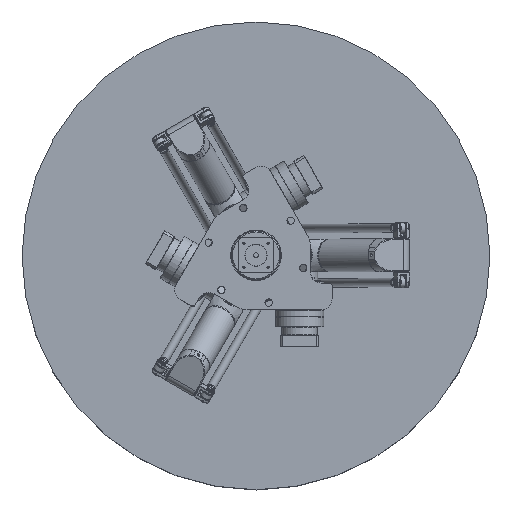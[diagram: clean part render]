
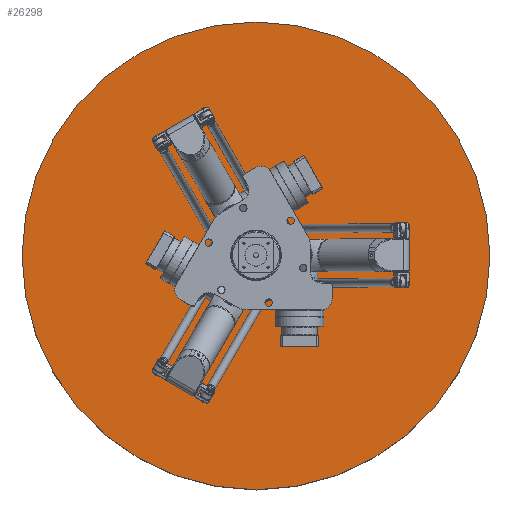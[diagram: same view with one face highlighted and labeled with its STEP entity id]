
A CAD part, top view. The second image highlights one B-rep face of the part: STEP entity #26298.
In plain terms, the highlighted face is planar.
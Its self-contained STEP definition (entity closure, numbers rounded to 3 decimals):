
#2031=CIRCLE('',#29065,430.);
#3938=FACE_OUTER_BOUND('',#5645,.T.);
#5645=EDGE_LOOP('',(#22354));
#12536=VERTEX_POINT('',#50042);
#15900=EDGE_CURVE('',#12536,#12536,#2031,.T.);
#22354=ORIENTED_EDGE('',*,*,#15900,.T.);
#24995=PLANE('',#29066);
#26298=ADVANCED_FACE('',(#3938),#24995,.F.);
#29065=AXIS2_PLACEMENT_3D('',#50044,#35502,#35503);
#29066=AXIS2_PLACEMENT_3D('',#50045,#35504,#35505);
#35502=DIRECTION('center_axis',(0.,1.,0.));
#35503=DIRECTION('ref_axis',(-1.,0.,0.));
#35504=DIRECTION('center_axis',(0.,-1.,0.));
#35505=DIRECTION('ref_axis',(0.,0.,-1.));
#50042=CARTESIAN_POINT('',(430.,-607.065,0.));
#50044=CARTESIAN_POINT('Origin',(0.,-607.065,
0.));
#50045=CARTESIAN_POINT('Origin',(1500.,-607.065,-1500.));
